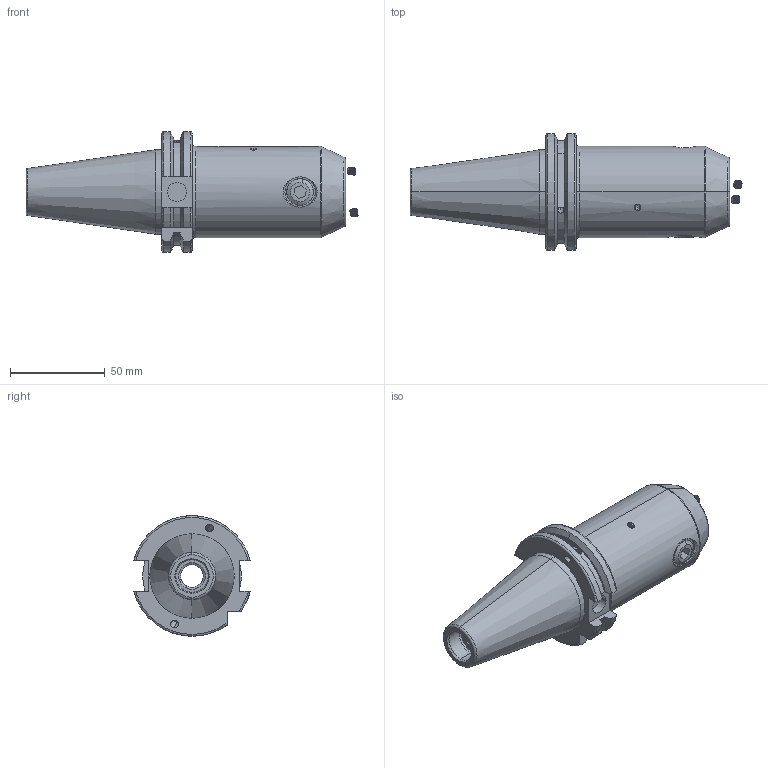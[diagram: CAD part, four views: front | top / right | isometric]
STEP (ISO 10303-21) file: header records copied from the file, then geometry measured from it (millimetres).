
FILE_DESCRIPTION (( 'STEP AP203' ), '1' );
FILE_NAME ('91406-WK216100.STEP', '2017-01-05T12:34:46', ( '' ), ( '' ), 'SwSTEP 2.0', 'SolidWorks 2009', '' );
FILE_SCHEMA (( 'CONFIG_CONTROL_DESIGN' ));
Length unit declared in the file: millimetre
Products named in the file (4): 91406-WK216100; SK40EK16100FWW; GS-M14X16-DIN1835-B_ISO 4026 - M12 x 12-N; GS-M4X4_DIN 913 - M4 x 10-N
Assembly tree (8 placements, depth 2):
  91406-WK216100
    GS-M4X4_DIN 913 - M4 x 10-N  x6
    SK40EK16100FWW
    GS-M14X16-DIN1835-B_ISO 4026 - M12 x 12-N
Bounding box: 174.92 x 61.48 x 63.55 mm (x, y, z)
Volume: 225627.3 mm3; surface area: 39550.4 mm2
Topology: 8 solids, 8 shells, 431 faces, 1094 edges, 691 vertices
Faces by surface type: cone 192, cylinder 116, plane 99, torus 18, bspline 4, sphere 2
Entity records: 7310 total; most frequent: CARTESIAN_POINT 2056, DIRECTION 1016, ORIENTED_EDGE 978, EDGE_CURVE 489, AXIS2_PLACEMENT_3D 406, VERTEX_POINT 308, EDGE_LOOP 225, LINE 204
